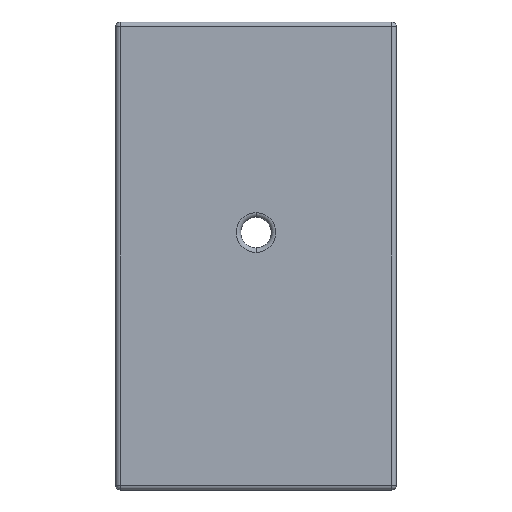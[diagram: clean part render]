
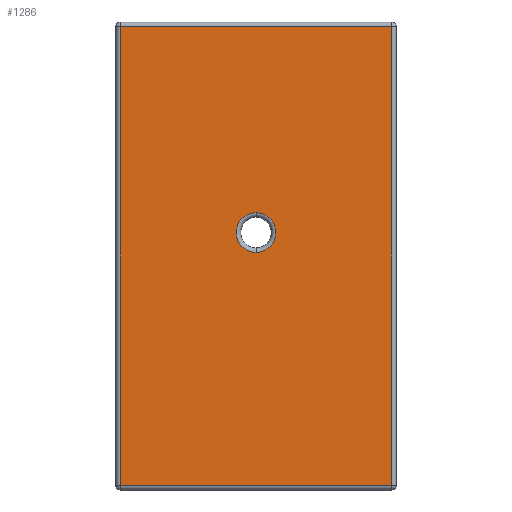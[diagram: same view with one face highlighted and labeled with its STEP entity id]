
A CAD part, front view. The second image highlights one B-rep face of the part: STEP entity #1286.
In plain terms, the highlighted planar face has unit normal (0, -1, 0).
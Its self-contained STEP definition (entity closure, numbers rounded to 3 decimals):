
#50 = DIRECTION ( 'NONE',  ( 0., 0., 1. ) ) ;
#113 = EDGE_LOOP ( 'NONE', ( #856, #525, #1742, #2259 ) ) ;
#260 = CARTESIAN_POINT ( 'NONE',  ( 0., -40., 50.75 ) ) ;
#285 = LINE ( 'NONE', #1701, #1366 ) ;
#305 = CARTESIAN_POINT ( 'NONE',  ( -30., -40., 100. ) ) ;
#331 = CARTESIAN_POINT ( 'NONE',  ( -29., -40., 1. ) ) ;
#332 = VERTEX_POINT ( 'NONE', #459 ) ;
#344 = LINE ( 'NONE', #2343, #1959 ) ;
#368 = EDGE_LOOP ( 'NONE', ( #2925, #3022 ) ) ;
#419 = VERTEX_POINT ( 'NONE', #331 ) ;
#459 = CARTESIAN_POINT ( 'NONE',  ( 29., -40., 99. ) ) ;
#525 = ORIENTED_EDGE ( 'NONE', *, *, #2648, .T. ) ;
#546 = DIRECTION ( 'NONE',  ( 0., 1., 0. ) ) ;
#560 = DIRECTION ( 'NONE',  ( 0., 0., 1. ) ) ;
#562 = EDGE_CURVE ( 'NONE', #2611, #1986, #2538, .T. ) ;
#713 = LINE ( 'NONE', #3143, #2620 ) ;
#746 = PLANE ( 'NONE',  #2524 ) ;
#785 = CARTESIAN_POINT ( 'NONE',  ( 0., -40., 55. ) ) ;
#840 = DIRECTION ( 'NONE',  ( 0., 0., 1. ) ) ;
#856 = ORIENTED_EDGE ( 'NONE', *, *, #1733, .T. ) ;
#1001 = FACE_BOUND ( 'NONE', #368, .T. ) ;
#1200 = CARTESIAN_POINT ( 'NONE',  ( 0., -40., 55. ) ) ;
#1269 = DIRECTION ( 'NONE',  ( 0., 1., 0. ) ) ;
#1286 = ADVANCED_FACE ( 'NONE', ( #1001, #2981 ), #746, .F. ) ;
#1366 = VECTOR ( 'NONE', #1731, 1000. ) ;
#1521 = EDGE_CURVE ( 'NONE', #1573, #419, #713, .T. ) ;
#1573 = VERTEX_POINT ( 'NONE', #2916 ) ;
#1647 = EDGE_CURVE ( 'NONE', #332, #1573, #2000, .T. ) ;
#1670 = CARTESIAN_POINT ( 'NONE',  ( 0., -40., 59.25 ) ) ;
#1701 = CARTESIAN_POINT ( 'NONE',  ( -30., -40., 1. ) ) ;
#1731 = DIRECTION ( 'NONE',  ( 1., 0., 0. ) ) ;
#1733 = EDGE_CURVE ( 'NONE', #419, #2803, #285, .T. ) ;
#1742 = ORIENTED_EDGE ( 'NONE', *, *, #1647, .T. ) ;
#1879 = DIRECTION ( 'NONE',  ( 0., 0., -1. ) ) ;
#1931 = DIRECTION ( 'NONE',  ( 0., 0., 1. ) ) ;
#1959 = VECTOR ( 'NONE', #840, 1000. ) ;
#1981 = AXIS2_PLACEMENT_3D ( 'NONE', #785, #546, #560 ) ;
#1985 = CARTESIAN_POINT ( 'NONE',  ( -30., -40., 99. ) ) ;
#1986 = VERTEX_POINT ( 'NONE', #1670 ) ;
#2000 = LINE ( 'NONE', #1985, #3112 ) ;
#2259 = ORIENTED_EDGE ( 'NONE', *, *, #1521, .T. ) ;
#2343 = CARTESIAN_POINT ( 'NONE',  ( 29., -40., 100. ) ) ;
#2494 = DIRECTION ( 'NONE',  ( -1., 0., 0. ) ) ;
#2522 = CIRCLE ( 'NONE', #3093, 4.25 ) ;
#2524 = AXIS2_PLACEMENT_3D ( 'NONE', #305, #1269, #50 ) ;
#2538 = CIRCLE ( 'NONE', #1981, 4.25 ) ;
#2611 = VERTEX_POINT ( 'NONE', #260 ) ;
#2620 = VECTOR ( 'NONE', #1879, 1000. ) ;
#2648 = EDGE_CURVE ( 'NONE', #2803, #332, #344, .T. ) ;
#2684 = DIRECTION ( 'NONE',  ( 0., 1., 0. ) ) ;
#2803 = VERTEX_POINT ( 'NONE', #3151 ) ;
#2867 = EDGE_CURVE ( 'NONE', #1986, #2611, #2522, .T. ) ;
#2916 = CARTESIAN_POINT ( 'NONE',  ( -29., -40., 99. ) ) ;
#2925 = ORIENTED_EDGE ( 'NONE', *, *, #2867, .T. ) ;
#2981 = FACE_OUTER_BOUND ( 'NONE', #113, .T. ) ;
#3022 = ORIENTED_EDGE ( 'NONE', *, *, #562, .T. ) ;
#3093 = AXIS2_PLACEMENT_3D ( 'NONE', #1200, #2684, #1931 ) ;
#3112 = VECTOR ( 'NONE', #2494, 1000. ) ;
#3143 = CARTESIAN_POINT ( 'NONE',  ( -29., -40., 100. ) ) ;
#3151 = CARTESIAN_POINT ( 'NONE',  ( 29., -40., 1. ) ) ;
